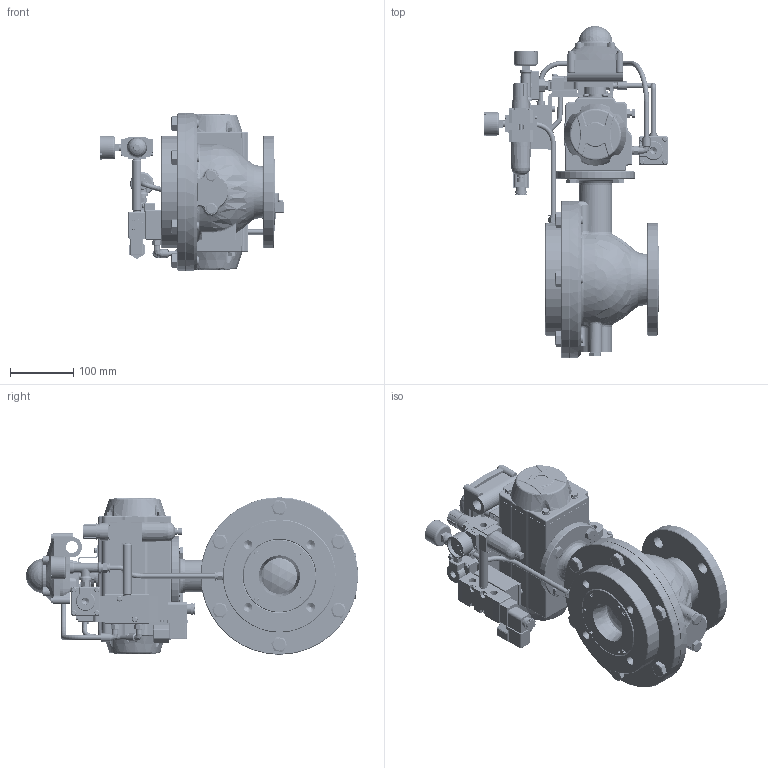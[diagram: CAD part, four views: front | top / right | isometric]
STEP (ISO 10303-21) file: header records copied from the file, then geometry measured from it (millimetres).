
FILE_DESCRIPTION((''),'2;1');
FILE_NAME('ASBV-1000-65A.stp','2014-03-31T11:52:29',('Administrator'),(''),'Autodesk Inventor 2009','Autodesk Inventor 2009','');
FILE_SCHEMA(('AUTOMOTIVE_DESIGN { 1 0 10303 214 1 1 1 1 }'));
Length unit declared in the file: millimetre
Products named in the file (52): 65a dome valve assy; 조립품13101; cover; seat ring; g-90; seat inner ring; body131002; g155; ball pad; ball-131002; guide bush; top shaft; bottom shaftipt; bottm cover; p20; p32; spring pin 8-32; m4-10; m14-45; seat CLOSE; 메카니컬 밸브 커버; 메카니컬 캠; 메커니컬밸브; AQ-2000; apl-210; apl-210-braket-1; solvalve; solvalvebody; sol-nut; oring; solcoil-1; smc-aw-20; m5-limits용; BRAKET; ㅡ5-30; hp88; sol-block; m6-육각렌치; 8MM pittingipt; y fitting ...
Assembly tree (91 placements, depth 3):
  65a dome valve assy
    조립품13101
      cover
      seat ring
      g-90
      seat inner ring
      body131002
      g155
      ball pad
      ball-131002
      guide bush  x2
      top shaft
      bottom shaftipt
      bottm cover
      p20  x4
      p32  x4
      spring pin 8-32  x2
      m4-10  x4
      m14-45  x6
      seat CLOSE
    메카니컬 밸브 커버
    메카니컬 캠
    메커니컬밸브
    AQ-2000  x2
    apl-210
    apl-210-braket-1
    solvalve
      solvalvebody
      sol-nut
      oring  x2
      solcoil-1
    smc-aw-20
    m5-limits용  x8
    BRAKET
    ㅡ5-30  x4
    hp88
    sol-block
    m6-육각렌치  x2
    8MM pittingipt  x3
    y fitting
    tube l34.5 
    PITTING L-8  x3
    단닛블  x3
    티이-1
    gage
    니블
    스피드 컨트롤러
    TUBE 1
    TUBE 2
    TUBE 4
    TUBE 5
    m10-25L-150  x6
Bounding box: 289.1 x 523.33 x 248 mm (x, y, z)
Volume: 6608287.5 mm3; surface area: 1065789.9 mm2
Topology: 91 solids, 93 shells, 4855 faces, 12033 edges, 7562 vertices
Faces by surface type: plane 2550, cylinder 976, bspline 875, cone 224, torus 211, sphere 19
Full cylindrical faces by diameter (mm): 2 x4, 2.5 x1, 3 x5, 4 x13, 4.134 x3, 4.5 x2, 5 x15, 5.5 x2, 6 x25, 6.5 x1, 7 x7, 7.5 x1, 8 x46, 9 x6, 9.1 x1, 9.5 x1, 10 x33, 10.1 x1, 10.566 x2, 11 x8, 11.5 x2, 11.922 x1, 12 x5, 12.5 x5, 12.649 x3, 12.877 x3, 13 x17, 13.5 x5, 14 x16, 15 x6
Entity records: 145335 total; most frequent: CARTESIAN_POINT 52184, ORIENTED_EDGE 18416, DIRECTION 17893, EDGE_CURVE 9208, AXIS2_PLACEMENT_3D 6240, VERTEX_POINT 6194, VECTOR 5413, LINE 5413
